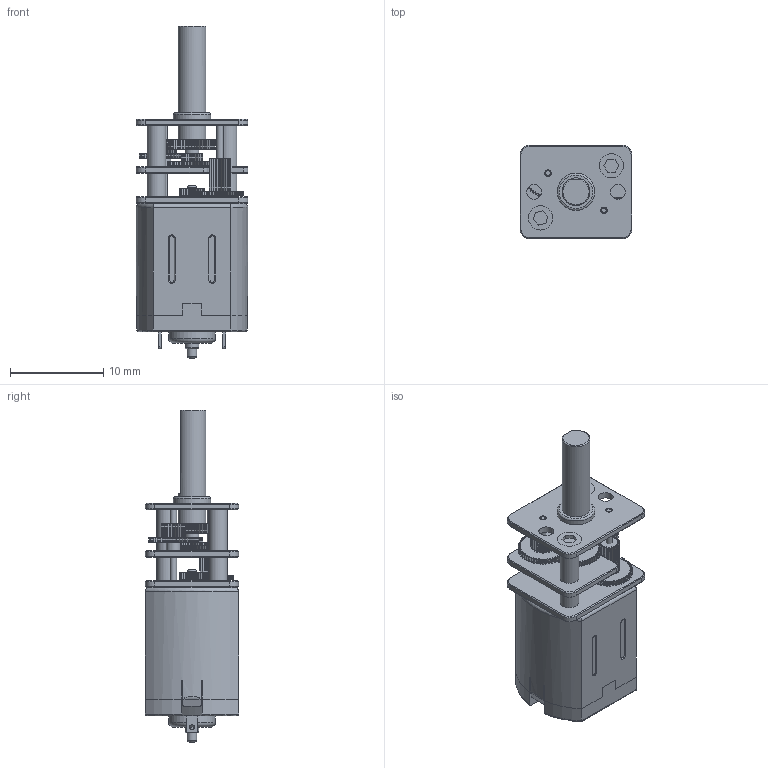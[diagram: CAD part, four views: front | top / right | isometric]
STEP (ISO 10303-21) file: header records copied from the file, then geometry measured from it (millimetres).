
FILE_DESCRIPTION(/* description */ (''),/* implementation_level */ '2;1');
FILE_NAME(/* name */ 'Micro Metal Gearmotor.stp',/* time_stamp */ '2023-09-01T10:24:23+03:00',/* author */ ('babisd'),/* organization */ (''),/* preprocessor_version */ 'ST-DEVELOPER v19.2',/* originating_system */ 'Autodesk Inventor 2024',/* authorisation */ '');
FILE_SCHEMA (('AUTOMOTIVE_DESIGN { 1 0 10303 214 3 1 1 }'));
Length unit declared in the file: millimetre
Products named in the file (28): n-20; Front Plate; Rear Gear Box Plate; Gear Box Mid Plate; Motor body; Motor Rear Cap; Spur Gears; Spur Gear1; Shaft1; Spur Gears_1; Spur Gear2; Spur Gears_2; Spur Gear1_1; shaft2; Spur Gears_3; Spur Gear2_1; Spur Gears_4; Spur Gear1_2; Spur Gears_5; Spur Gear2_2; Spur Gears_6; Spur Gear1_3; Spur Gears_7; Spur Gear2_3; axel; spacer botom plate; spacer midle plate; screw
Assembly tree (27 placements, depth 3):
  n-20
    Front Plate
    Rear Gear Box Plate
    Gear Box Mid Plate
    Motor body
    Motor Rear Cap
    Spur Gears
      Spur Gear1
    Shaft1
    Spur Gears_1
      Spur Gear2
    Spur Gears_2
      Spur Gear1_1
    shaft2
    Spur Gears_3
      Spur Gear2_1
    Spur Gears_4
      Spur Gear1_2
    Spur Gears_5
      Spur Gear2_2
    Spur Gears_6
      Spur Gear1_3
    Spur Gears_7
      Spur Gear2_3
    axel
    spacer botom plate
    spacer midle plate
    screw
Bounding box: 12 x 10 x 35.6 mm (x, y, z)
Volume: 915.6 mm3; surface area: 3127.1 mm2
Topology: 24 solids, 24 shells, 1517 faces, 4257 edges, 2813 vertices
Faces by surface type: cylinder 1245, plane 207, cone 42, torus 17, bspline 6
Full cylindrical faces by diameter (mm): 0.5 x2, 0.7 x7, 1 x5, 1.2 x2, 1.221 x2, 1.5 x4, 1.6 x14, 2 x4, 2.25 x1, 2.5 x1, 2.6 x2, 3 x3, 4 x1, 5 x1
Entity records: 51938 total; most frequent: DIRECTION 9941, CARTESIAN_POINT 9049, ORIENTED_EDGE 8514, EDGE_CURVE 4257, AXIS2_PLACEMENT_3D 4153, VERTEX_POINT 2813, CIRCLE 2578, LINE 1635
